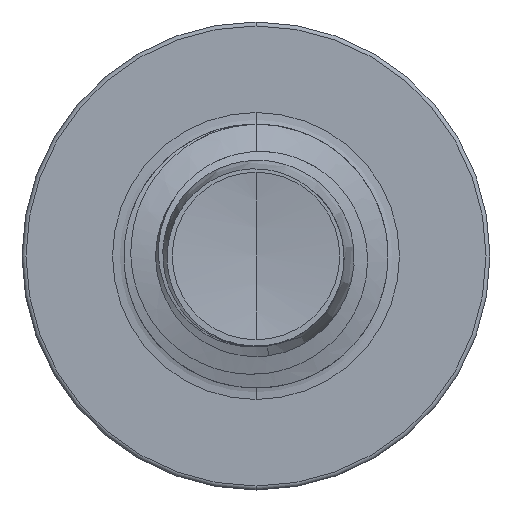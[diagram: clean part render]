
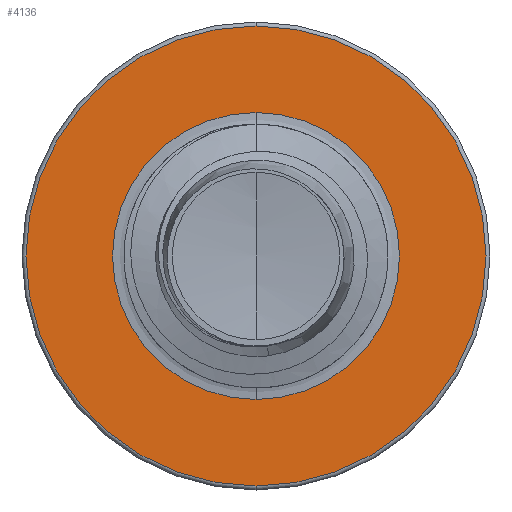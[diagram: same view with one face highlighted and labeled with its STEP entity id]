
A CAD part, front view. The second image highlights one B-rep face of the part: STEP entity #4136.
In plain terms, the highlighted planar face has unit normal (0, -1, 0).
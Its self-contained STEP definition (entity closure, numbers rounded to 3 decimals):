
#327 = DIRECTION ( 'NONE',  ( 0., 0., 1. ) ) ;
#361 = DIRECTION ( 'NONE',  ( 0., 1., 0. ) ) ;
#366 = CARTESIAN_POINT ( 'NONE',  ( 0., 2.5, 0. ) ) ;
#489 = DIRECTION ( 'NONE',  ( 0., 0., 1. ) ) ;
#495 = DIRECTION ( 'NONE',  ( 0., 1., 0. ) ) ;
#511 = CARTESIAN_POINT ( 'NONE',  ( 0., 2.5, 0. ) ) ;
#950 = CARTESIAN_POINT ( 'NONE',  ( 0., 2.5, -1.917 ) ) ;
#1420 = EDGE_LOOP ( 'NONE', ( #7697, #12337 ) ) ;
#1699 = CARTESIAN_POINT ( 'NONE',  ( 0., 2.5, 1.196 ) ) ;
#2337 = CARTESIAN_POINT ( 'NONE',  ( 0., 2.5, -1.196 ) ) ;
#2790 = VERTEX_POINT ( 'NONE', #4750 ) ;
#3246 = DIRECTION ( 'NONE',  ( 0., 0., 1. ) ) ;
#3258 = DIRECTION ( 'NONE',  ( 0., 1., 0. ) ) ;
#3260 = CARTESIAN_POINT ( 'NONE',  ( 0., 2.5, 0. ) ) ;
#4136 = ADVANCED_FACE ( 'NONE', ( #8330, #10799 ), #6214, .F. ) ;
#4361 = CIRCLE ( 'NONE', #10820, 1.196 ) ;
#4750 = CARTESIAN_POINT ( 'NONE',  ( 0., 2.5, 1.917 ) ) ;
#4895 = AXIS2_PLACEMENT_3D ( 'NONE', #5721, #5702, #5700 ) ;
#4912 = VERTEX_POINT ( 'NONE', #950 ) ;
#5700 = DIRECTION ( 'NONE',  ( 0., 0., 1. ) ) ;
#5702 = DIRECTION ( 'NONE',  ( 0., 1., 0. ) ) ;
#5721 = CARTESIAN_POINT ( 'NONE',  ( 0., 2.5, -1.196 ) ) ;
#6056 = DIRECTION ( 'NONE',  ( 0., 0., 1. ) ) ;
#6070 = DIRECTION ( 'NONE',  ( 0., 1., 0. ) ) ;
#6214 = PLANE ( 'NONE',  #4895 ) ;
#6236 = CARTESIAN_POINT ( 'NONE',  ( 0., 2.5, 0. ) ) ;
#6305 = EDGE_CURVE ( 'NONE', #2790, #4912, #11189, .T. ) ;
#7631 = EDGE_CURVE ( 'NONE', #8663, #8266, #10246, .T. ) ;
#7691 = EDGE_CURVE ( 'NONE', #4912, #2790, #9966, .T. ) ;
#7697 = ORIENTED_EDGE ( 'NONE', *, *, #6305, .F. ) ;
#8266 = VERTEX_POINT ( 'NONE', #2337 ) ;
#8330 = FACE_OUTER_BOUND ( 'NONE', #1420, .T. ) ;
#8520 = EDGE_CURVE ( 'NONE', #8266, #8663, #4361, .T. ) ;
#8663 = VERTEX_POINT ( 'NONE', #1699 ) ;
#8819 = AXIS2_PLACEMENT_3D ( 'NONE', #511, #495, #489 ) ;
#9966 = CIRCLE ( 'NONE', #10108, 1.917 ) ;
#10108 = AXIS2_PLACEMENT_3D ( 'NONE', #366, #361, #327 ) ;
#10246 = CIRCLE ( 'NONE', #8819, 1.196 ) ;
#10573 = ORIENTED_EDGE ( 'NONE', *, *, #7631, .T. ) ;
#10799 = FACE_BOUND ( 'NONE', #12135, .T. ) ;
#10820 = AXIS2_PLACEMENT_3D ( 'NONE', #6236, #6070, #6056 ) ;
#11189 = CIRCLE ( 'NONE', #12688, 1.917 ) ;
#12135 = EDGE_LOOP ( 'NONE', ( #10573, #12545 ) ) ;
#12337 = ORIENTED_EDGE ( 'NONE', *, *, #7691, .F. ) ;
#12545 = ORIENTED_EDGE ( 'NONE', *, *, #8520, .T. ) ;
#12688 = AXIS2_PLACEMENT_3D ( 'NONE', #3260, #3258, #3246 ) ;
